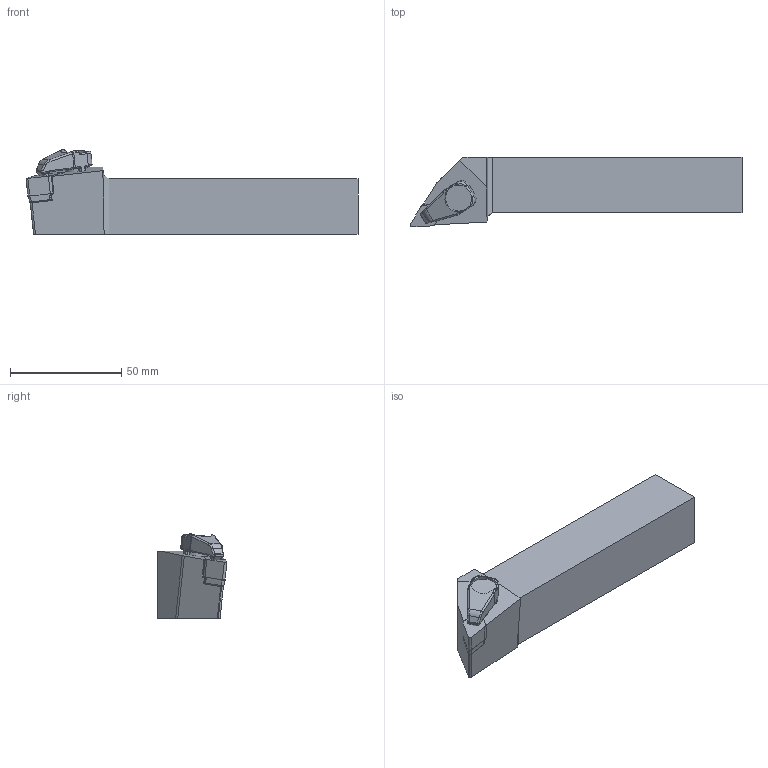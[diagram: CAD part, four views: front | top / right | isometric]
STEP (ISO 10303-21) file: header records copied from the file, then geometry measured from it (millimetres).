
FILE_DESCRIPTION (( 'STEP AP214' ), '1' );
FILE_NAME ('CDJNR-2525-M1107C-LIGHT.STEP', '2023-10-31T12:19:36', ( '' ), ( '' ), 'SwSTEP 2.0', 'SolidWorks 2018', '' );
FILE_SCHEMA (( 'AUTOMOTIVE_DESIGN' ));
Length unit declared in the file: millimetre
Products named in the file (1): CDJNR-2525-M1107C-LIGHT
Bounding box: 149.32 x 31.42 x 38.15 mm (x, y, z)
Volume: 92392.4 mm3; surface area: 17517.2 mm2
Topology: 2 solids, 3 shells, 235 faces, 591 edges, 360 vertices
Faces by surface type: cylinder 90, plane 83, torus 24, bspline 23, cone 13, sphere 2
Entity records: 10261 total; most frequent: CARTESIAN_POINT 2150, ORIENTED_EDGE 1174, DIRECTION 1142, EDGE_CURVE 587, AXIS2_PLACEMENT_3D 428, VERTEX_POINT 360, LINE 286, VECTOR 286
